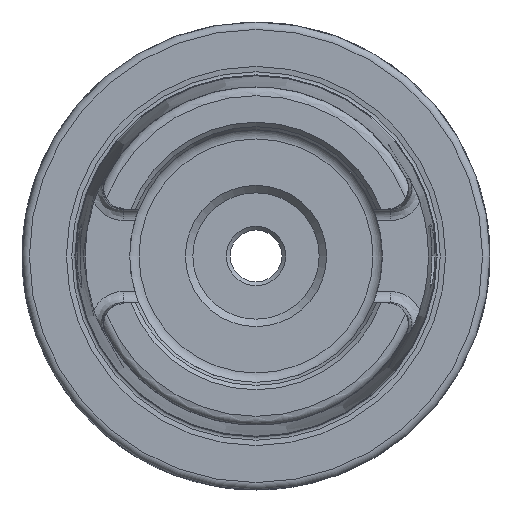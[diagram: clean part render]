
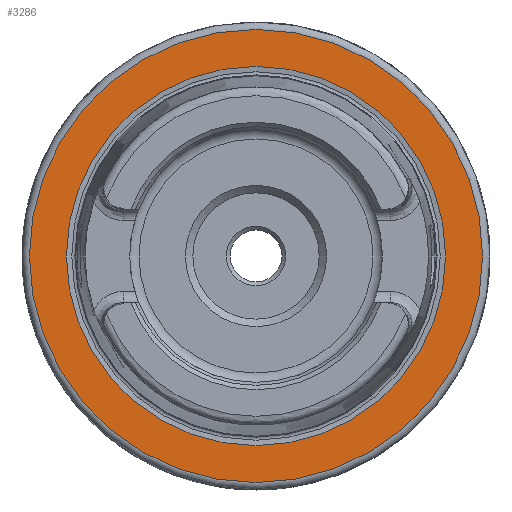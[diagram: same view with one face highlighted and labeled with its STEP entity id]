
A CAD part, left-side view. The second image highlights one B-rep face of the part: STEP entity #3286.
In plain terms, the highlighted planar face has unit normal (-1, 0, 0).
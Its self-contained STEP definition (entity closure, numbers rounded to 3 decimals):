
#153=PLANE('',#3635);
#337=FACE_OUTER_BOUND('',#780,.T.);
#541=CIRCLE('',#3633,25.521);
#542=CIRCLE('',#3634,25.521);
#543=CIRCLE('',#3636,30.5);
#544=CIRCLE('',#3637,30.5);
#628=FACE_BOUND('',#781,.T.);
#780=EDGE_LOOP('',(#2880,#2881));
#781=EDGE_LOOP('',(#2882,#2883));
#1471=VERTEX_POINT('',#7208);
#1472=VERTEX_POINT('',#7210);
#1473=VERTEX_POINT('',#7214);
#1474=VERTEX_POINT('',#7215);
#1958=EDGE_CURVE('',#1472,#1471,#541,.T.);
#1959=EDGE_CURVE('',#1471,#1472,#542,.T.);
#1960=EDGE_CURVE('',#1473,#1474,#543,.T.);
#1961=EDGE_CURVE('',#1474,#1473,#544,.T.);
#2880=ORIENTED_EDGE('',*,*,#1960,.F.);
#2881=ORIENTED_EDGE('',*,*,#1961,.F.);
#2882=ORIENTED_EDGE('',*,*,#1958,.T.);
#2883=ORIENTED_EDGE('',*,*,#1959,.T.);
#3286=ADVANCED_FACE('',(#337,#628),#153,.T.);
#3633=AXIS2_PLACEMENT_3D('',#7211,#4430,#4431);
#3634=AXIS2_PLACEMENT_3D('',#7212,#4432,#4433);
#3635=AXIS2_PLACEMENT_3D('',#7213,#4434,#4435);
#3636=AXIS2_PLACEMENT_3D('',#7216,#4436,#4437);
#3637=AXIS2_PLACEMENT_3D('',#7217,#4438,#4439);
#4430=DIRECTION('center_axis',(1.,0.,0.));
#4431=DIRECTION('ref_axis',(0.,0.,-1.));
#4432=DIRECTION('center_axis',(1.,0.,0.));
#4433=DIRECTION('ref_axis',(0.,0.,-1.));
#4434=DIRECTION('center_axis',(-1.,0.,0.));
#4435=DIRECTION('ref_axis',(0.,0.,1.));
#4436=DIRECTION('center_axis',(1.,0.,0.));
#4437=DIRECTION('ref_axis',(0.,0.,-1.));
#4438=DIRECTION('center_axis',(1.,0.,0.));
#4439=DIRECTION('ref_axis',(0.,0.,-1.));
#7208=CARTESIAN_POINT('',(0.,-25.521,0.));
#7210=CARTESIAN_POINT('',(0.,25.521,0.));
#7211=CARTESIAN_POINT('Origin',(0.,0.,
0.));
#7212=CARTESIAN_POINT('Origin',(0.,0.,
0.));
#7213=CARTESIAN_POINT('Origin',(0.,30.5,0.));
#7214=CARTESIAN_POINT('',(0.,30.5,0.));
#7215=CARTESIAN_POINT('',(0.,0.,30.5));
#7216=CARTESIAN_POINT('Origin',(0.,0.,
0.));
#7217=CARTESIAN_POINT('Origin',(0.,0.,
0.));
